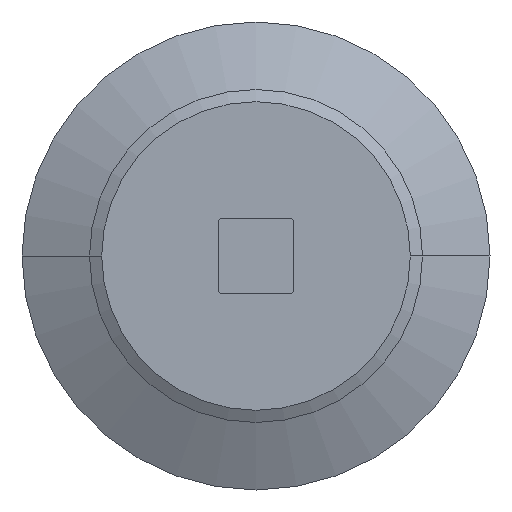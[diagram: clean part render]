
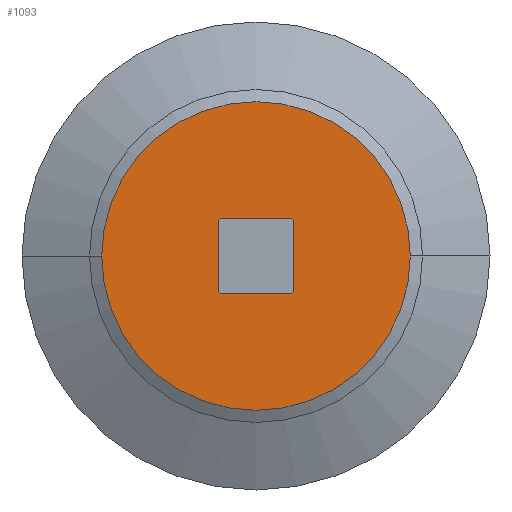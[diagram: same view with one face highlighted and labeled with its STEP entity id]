
A CAD part, left-side view. The second image highlights one B-rep face of the part: STEP entity #1093.
In plain terms, the highlighted planar face has unit normal (-1, 0, 0).
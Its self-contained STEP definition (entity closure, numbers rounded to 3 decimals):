
#5 = CARTESIAN_POINT ( 'NONE',  ( -7.2, 0.975, 0.975 ) ) ;
#22 = CIRCLE ( 'NONE', #1548, 4. ) ;
#38 = VERTEX_POINT ( 'NONE', #430 ) ;
#61 = VERTEX_POINT ( 'NONE', #574 ) ;
#62 = CARTESIAN_POINT ( 'NONE',  ( -7.2, -0.875, 0.875 ) ) ;
#71 = CARTESIAN_POINT ( 'NONE',  ( -7.2, -0.975, 0.875 ) ) ;
#75 = EDGE_CURVE ( 'NONE', #1493, #1324, #1546, .T. ) ;
#94 = DIRECTION ( 'NONE',  ( 0., 0., 1. ) ) ;
#123 = EDGE_CURVE ( 'NONE', #1493, #1525, #146, .T. ) ;
#136 = ORIENTED_EDGE ( 'NONE', *, *, #75, .F. ) ;
#146 = CIRCLE ( 'NONE', #229, 0.1 ) ;
#162 = DIRECTION ( 'NONE',  ( 1., 0., 0. ) ) ;
#167 = EDGE_CURVE ( 'NONE', #61, #1525, #609, .T. ) ;
#178 = DIRECTION ( 'NONE',  ( 0., 1., 0. ) ) ;
#196 = DIRECTION ( 'NONE',  ( 0., -1., 0. ) ) ;
#229 = AXIS2_PLACEMENT_3D ( 'NONE', #968, #1201, #478 ) ;
#232 = AXIS2_PLACEMENT_3D ( 'NONE', #903, #162, #1499 ) ;
#252 = ORIENTED_EDGE ( 'NONE', *, *, #1460, .F. ) ;
#254 = EDGE_CURVE ( 'NONE', #1245, #1378, #22, .T. ) ;
#289 = ORIENTED_EDGE ( 'NONE', *, *, #499, .T. ) ;
#339 = VECTOR ( 'NONE', #651, 1000. ) ;
#364 = FACE_BOUND ( 'NONE', #818, .T. ) ;
#375 = PLANE ( 'NONE',  #379 ) ;
#379 = AXIS2_PLACEMENT_3D ( 'NONE', #382, #841, #1218 ) ;
#382 = CARTESIAN_POINT ( 'NONE',  ( -7.2, 4., 0. ) ) ;
#400 = CARTESIAN_POINT ( 'NONE',  ( -7.2, 0., 0. ) ) ;
#430 = CARTESIAN_POINT ( 'NONE',  ( -7.2, -0.975, -0.875 ) ) ;
#462 = LINE ( 'NONE', #1173, #485 ) ;
#478 = DIRECTION ( 'NONE',  ( 0., 1., 0. ) ) ;
#485 = VECTOR ( 'NONE', #94, 1000. ) ;
#499 = EDGE_CURVE ( 'NONE', #61, #1025, #660, .T. ) ;
#504 = CIRCLE ( 'NONE', #1394, 0.1 ) ;
#529 = EDGE_CURVE ( 'NONE', #1407, #641, #504, .T. ) ;
#574 = CARTESIAN_POINT ( 'NONE',  ( -7.2, 0.975, 0.875 ) ) ;
#578 = CARTESIAN_POINT ( 'NONE',  ( -7.2, -0.875, -0.875 ) ) ;
#600 = DIRECTION ( 'NONE',  ( 0., 0., -1. ) ) ;
#609 = LINE ( 'NONE', #5, #1494 ) ;
#641 = VERTEX_POINT ( 'NONE', #71 ) ;
#651 = DIRECTION ( 'NONE',  ( 0., 1., 0. ) ) ;
#660 = CIRCLE ( 'NONE', #232, 0.1 ) ;
#705 = DIRECTION ( 'NONE',  ( 0., 1., 0. ) ) ;
#751 = DIRECTION ( 'NONE',  ( 1., 0., 0. ) ) ;
#776 = ORIENTED_EDGE ( 'NONE', *, *, #891, .F. ) ;
#790 = CARTESIAN_POINT ( 'NONE',  ( -7.2, -0.875, -0.975 ) ) ;
#801 = CARTESIAN_POINT ( 'NONE',  ( -7.2, 0.875, 0.975 ) ) ;
#806 = ORIENTED_EDGE ( 'NONE', *, *, #529, .T. ) ;
#818 = EDGE_LOOP ( 'NONE', ( #252, #1100, #136, #1174, #1472, #289, #776, #806 ) ) ;
#841 = DIRECTION ( 'NONE',  ( 1., 0., 0. ) ) ;
#864 = LINE ( 'NONE', #1511, #339 ) ;
#869 = FACE_OUTER_BOUND ( 'NONE', #1286, .T. ) ;
#891 = EDGE_CURVE ( 'NONE', #1407, #1025, #864, .T. ) ;
#903 = CARTESIAN_POINT ( 'NONE',  ( -7.2, 0.875, 0.875 ) ) ;
#968 = CARTESIAN_POINT ( 'NONE',  ( -7.2, 0.875, -0.875 ) ) ;
#1007 = VECTOR ( 'NONE', #196, 1000. ) ;
#1018 = ORIENTED_EDGE ( 'NONE', *, *, #254, .F. ) ;
#1025 = VERTEX_POINT ( 'NONE', #801 ) ;
#1045 = CIRCLE ( 'NONE', #1323, 0.1 ) ;
#1078 = DIRECTION ( 'NONE',  ( 1., 0., 0. ) ) ;
#1093 = ADVANCED_FACE ( 'NONE', ( #364, #869 ), #375, .F. ) ;
#1100 = ORIENTED_EDGE ( 'NONE', *, *, #1462, .T. ) ;
#1160 = CARTESIAN_POINT ( 'NONE',  ( -7.2, -0.875, 0.975 ) ) ;
#1173 = CARTESIAN_POINT ( 'NONE',  ( -7.2, -0.975, 0.975 ) ) ;
#1174 = ORIENTED_EDGE ( 'NONE', *, *, #123, .T. ) ;
#1185 = CARTESIAN_POINT ( 'NONE',  ( -7.2, 0.875, -0.975 ) ) ;
#1193 = CARTESIAN_POINT ( 'NONE',  ( -7.2, -4., 0. ) ) ;
#1201 = DIRECTION ( 'NONE',  ( 1., 0., 0. ) ) ;
#1218 = DIRECTION ( 'NONE',  ( 0., 1., 0. ) ) ;
#1228 = DIRECTION ( 'NONE',  ( 1., 0., 0. ) ) ;
#1237 = CIRCLE ( 'NONE', #1451, 4. ) ;
#1245 = VERTEX_POINT ( 'NONE', #1255 ) ;
#1255 = CARTESIAN_POINT ( 'NONE',  ( -7.2, 4., 0. ) ) ;
#1286 = EDGE_LOOP ( 'NONE', ( #1018, #1535 ) ) ;
#1288 = CARTESIAN_POINT ( 'NONE',  ( -7.2, 0.975, -0.875 ) ) ;
#1322 = CARTESIAN_POINT ( 'NONE',  ( -7.2, 0., 0. ) ) ;
#1323 = AXIS2_PLACEMENT_3D ( 'NONE', #578, #1541, #1434 ) ;
#1324 = VERTEX_POINT ( 'NONE', #790 ) ;
#1378 = VERTEX_POINT ( 'NONE', #1193 ) ;
#1379 = DIRECTION ( 'NONE',  ( 0., 1., 0. ) ) ;
#1394 = AXIS2_PLACEMENT_3D ( 'NONE', #62, #751, #178 ) ;
#1407 = VERTEX_POINT ( 'NONE', #1160 ) ;
#1415 = EDGE_CURVE ( 'NONE', #1378, #1245, #1237, .T. ) ;
#1434 = DIRECTION ( 'NONE',  ( 0., 1., 0. ) ) ;
#1451 = AXIS2_PLACEMENT_3D ( 'NONE', #1322, #1078, #705 ) ;
#1460 = EDGE_CURVE ( 'NONE', #38, #641, #462, .T. ) ;
#1462 = EDGE_CURVE ( 'NONE', #38, #1324, #1045, .T. ) ;
#1472 = ORIENTED_EDGE ( 'NONE', *, *, #167, .F. ) ;
#1493 = VERTEX_POINT ( 'NONE', #1185 ) ;
#1494 = VECTOR ( 'NONE', #600, 1000. ) ;
#1499 = DIRECTION ( 'NONE',  ( 0., 1., 0. ) ) ;
#1511 = CARTESIAN_POINT ( 'NONE',  ( -7.2, -0.975, 0.975 ) ) ;
#1525 = VERTEX_POINT ( 'NONE', #1288 ) ;
#1535 = ORIENTED_EDGE ( 'NONE', *, *, #1415, .F. ) ;
#1538 = CARTESIAN_POINT ( 'NONE',  ( -7.2, -0.975, -0.975 ) ) ;
#1541 = DIRECTION ( 'NONE',  ( 1., 0., 0. ) ) ;
#1546 = LINE ( 'NONE', #1538, #1007 ) ;
#1548 = AXIS2_PLACEMENT_3D ( 'NONE', #400, #1228, #1379 ) ;
